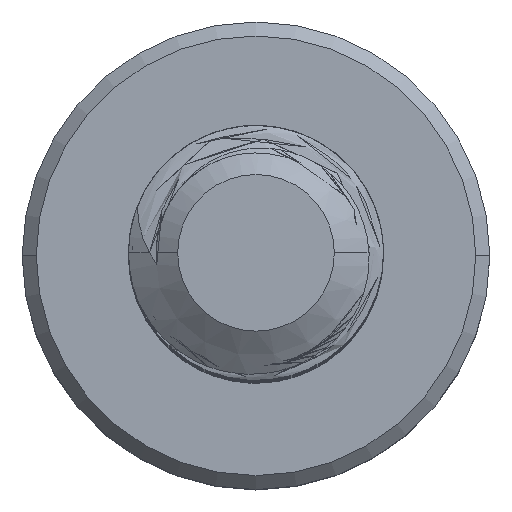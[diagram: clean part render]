
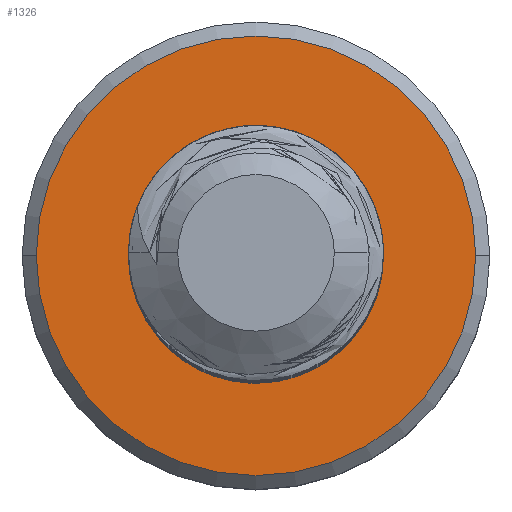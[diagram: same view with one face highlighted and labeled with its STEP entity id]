
A CAD part, top view. The second image highlights one B-rep face of the part: STEP entity #1326.
In plain terms, the highlighted planar face has unit normal (0, 0, 1).
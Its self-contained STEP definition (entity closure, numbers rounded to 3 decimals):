
#512 = AXIS2_PLACEMENT_3D ( 'NONE', #4593, #10074, #5378 ) ;
#876 = CARTESIAN_POINT ( 'NONE',  ( 1.5, 0., -20. ) ) ;
#886 = CARTESIAN_POINT ( 'NONE',  ( -1.5, 0., -20. ) ) ;
#911 = FACE_OUTER_BOUND ( 'NONE', #1247, .T. ) ;
#988 = AXIS2_PLACEMENT_3D ( 'NONE', #7962, #4122, #9590 ) ;
#1247 = EDGE_LOOP ( 'NONE', ( #2211, #7102 ) ) ;
#1326 = ADVANCED_FACE ( 'NONE', ( #911, #6924 ), #8796, .F. ) ;
#1626 = AXIS2_PLACEMENT_3D ( 'NONE', #9018, #4338, #9816 ) ;
#2119 = DIRECTION ( 'NONE',  ( 0., 0., 1. ) ) ;
#2211 = ORIENTED_EDGE ( 'NONE', *, *, #3462, .T. ) ;
#2545 = EDGE_CURVE ( 'NONE', #8276, #9120, #8619, .T. ) ;
#2635 = CARTESIAN_POINT ( 'NONE',  ( 2.585, 0., -20. ) ) ;
#3396 = EDGE_CURVE ( 'NONE', #8658, #6329, #6031, .T. ) ;
#3462 = EDGE_CURVE ( 'NONE', #9120, #8276, #8367, .T. ) ;
#3465 = DIRECTION ( 'NONE',  ( 0., 0., 1. ) ) ;
#3548 = EDGE_LOOP ( 'NONE', ( #5332, #7980 ) ) ;
#3660 = EDGE_CURVE ( 'NONE', #6329, #8658, #9205, .T. ) ;
#4122 = DIRECTION ( 'NONE',  ( 0., 0., -1. ) ) ;
#4338 = DIRECTION ( 'NONE',  ( 0., 0., 1. ) ) ;
#4593 = CARTESIAN_POINT ( 'NONE',  ( 0., 0., -20. ) ) ;
#5332 = ORIENTED_EDGE ( 'NONE', *, *, #3660, .F. ) ;
#5378 = DIRECTION ( 'NONE',  ( 1., 0., 0. ) ) ;
#5438 = AXIS2_PLACEMENT_3D ( 'NONE', #6811, #2119, #7596 ) ;
#6031 = CIRCLE ( 'NONE', #9154, 1.5 ) ;
#6329 = VERTEX_POINT ( 'NONE', #876 ) ;
#6811 = CARTESIAN_POINT ( 'NONE',  ( 0., 0., -20. ) ) ;
#6924 = FACE_BOUND ( 'NONE', #3548, .T. ) ;
#7102 = ORIENTED_EDGE ( 'NONE', *, *, #2545, .T. ) ;
#7596 = DIRECTION ( 'NONE',  ( -1., 0., 0. ) ) ;
#7962 = CARTESIAN_POINT ( 'NONE',  ( 0., 0., -20. ) ) ;
#7980 = ORIENTED_EDGE ( 'NONE', *, *, #3396, .F. ) ;
#8165 = CARTESIAN_POINT ( 'NONE',  ( 0., 0., -20. ) ) ;
#8276 = VERTEX_POINT ( 'NONE', #2635 ) ;
#8367 = CIRCLE ( 'NONE', #1626, 2.585 ) ;
#8619 = CIRCLE ( 'NONE', #5438, 2.585 ) ;
#8658 = VERTEX_POINT ( 'NONE', #886 ) ;
#8796 = PLANE ( 'NONE',  #988 ) ;
#8925 = DIRECTION ( 'NONE',  ( 1., 0., 0. ) ) ;
#9018 = CARTESIAN_POINT ( 'NONE',  ( 0., 0., -20. ) ) ;
#9120 = VERTEX_POINT ( 'NONE', #9493 ) ;
#9154 = AXIS2_PLACEMENT_3D ( 'NONE', #8165, #3465, #8925 ) ;
#9205 = CIRCLE ( 'NONE', #512, 1.5 ) ;
#9493 = CARTESIAN_POINT ( 'NONE',  ( -2.585, 0., -20. ) ) ;
#9590 = DIRECTION ( 'NONE',  ( -1., 0., 0. ) ) ;
#9816 = DIRECTION ( 'NONE',  ( -1., 0., 0. ) ) ;
#10074 = DIRECTION ( 'NONE',  ( 0., 0., 1. ) ) ;
